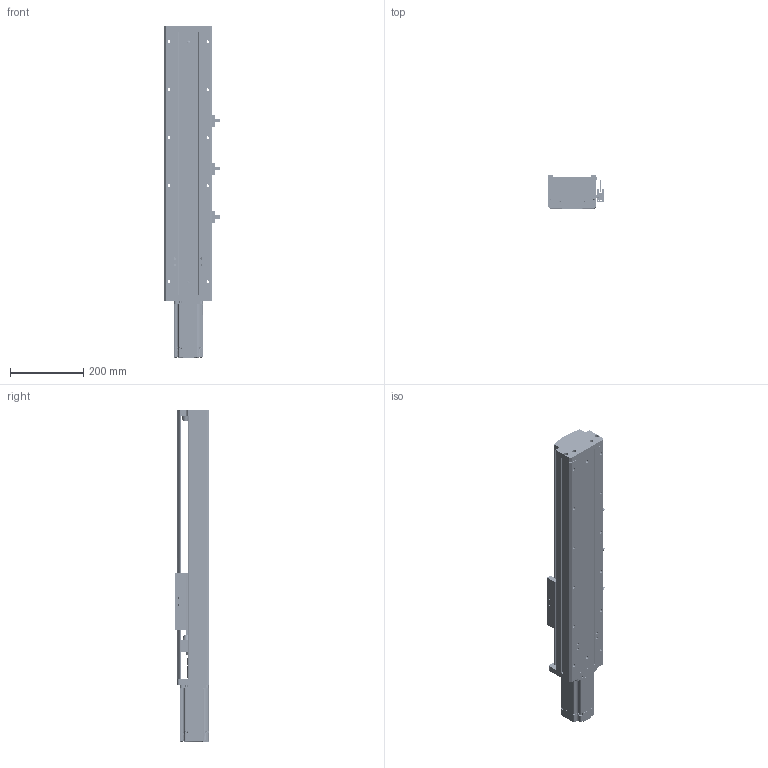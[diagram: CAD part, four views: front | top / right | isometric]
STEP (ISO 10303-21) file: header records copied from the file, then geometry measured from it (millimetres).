
FILE_DESCRIPTION(('FreeCAD Model'),'2;1');
FILE_NAME('Open CASCADE Shape Model','2025-05-02T11:55:03',('FreeCAD'),( 'FreeCAD'),'Open CASCADE STEP processor 7.6','FreeCAD','Unknown');
FILE_SCHEMA(('AUTOMOTIVE_DESIGN { 1 0 10303 214 1 1 1 1 }'));
Products named in the file (1): Open CASCADE STEP translator 7.6 1
Bounding box: 151.8 x 91.84 x 907.23 mm (x, y, z)
Volume: 4427198.7 mm3; surface area: 1171796.9 mm2
Topology: 39 solids, 39 shells, 3552 faces, 9431 edges, 5907 vertices
Faces by surface type: bspline 3552
Entity records: 124492 total; most frequent: CARTESIAN_POINT 72173, ORIENTED_EDGE 18594, EDGE_CURVE 9297, VERTEX_POINT 5907, B_SPLINE_CURVE_WITH_KNOTS 5452, FACE_BOUND 4088, EDGE_LOOP 4088, ADVANCED_FACE 3552
